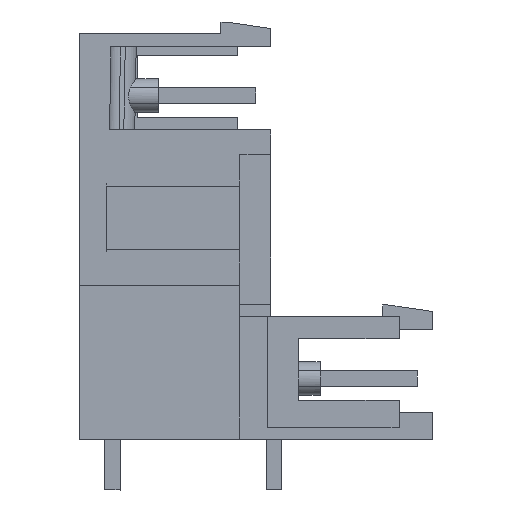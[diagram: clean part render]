
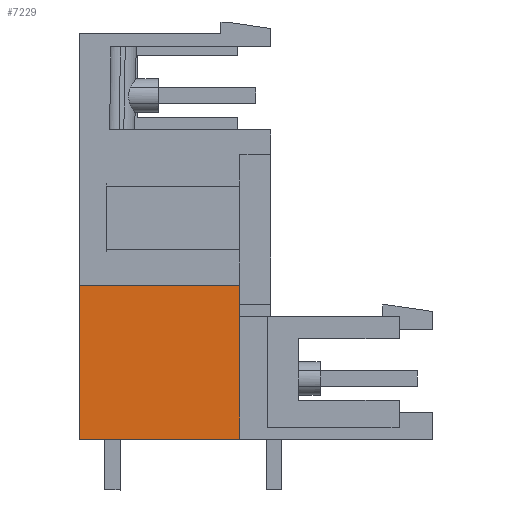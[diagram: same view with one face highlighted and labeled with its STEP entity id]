
A CAD part, left-side view. The second image highlights one B-rep face of the part: STEP entity #7229.
In plain terms, the highlighted planar face has unit normal (-1, 0, 0).
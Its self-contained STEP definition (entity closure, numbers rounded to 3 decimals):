
#7209=AXIS2_PLACEMENT_3D('Plane Axis2P3D',#7206,#7207,#7208) ;
#3143=CARTESIAN_POINT('Vertex',(1.54,12.1,3.2)) ;
#3146=CARTESIAN_POINT('Line Origine',(1.54,17.13,3.2)) ;
#3150=CARTESIAN_POINT('Vertex',(1.54,22.16,3.2)) ;
#7185=CARTESIAN_POINT('Line Origine',(1.54,22.16,8.025)) ;
#7189=CARTESIAN_POINT('Vertex',(1.54,22.16,12.85)) ;
#7206=CARTESIAN_POINT('Axis2P3D Location',(1.54,12.1,3.2)) ;
#7211=CARTESIAN_POINT('Line Origine',(1.54,12.1,8.025)) ;
#7215=CARTESIAN_POINT('Vertex',(1.54,12.1,12.85)) ;
#7218=CARTESIAN_POINT('Line Origine',(1.54,17.13,12.85)) ;
#3147=DIRECTION('Vector Direction',(0.,1.,0.)) ;
#7186=DIRECTION('Vector Direction',(0.,0.,1.)) ;
#7207=DIRECTION('Axis2P3D Direction',(-1.,0.,0.)) ;
#7208=DIRECTION('Axis2P3D XDirection',(0.,0.,1.)) ;
#7212=DIRECTION('Vector Direction',(0.,0.,1.)) ;
#7219=DIRECTION('Vector Direction',(0.,1.,0.)) ;
#3148=VECTOR('Line Direction',#3147,1.) ;
#7187=VECTOR('Line Direction',#7186,1.) ;
#7213=VECTOR('Line Direction',#7212,1.) ;
#7220=VECTOR('Line Direction',#7219,1.) ;
#7224=ORIENTED_EDGE('',*,*,#3152,.F.) ;
#7225=ORIENTED_EDGE('',*,*,#7217,.T.) ;
#7226=ORIENTED_EDGE('',*,*,#7222,.T.) ;
#7227=ORIENTED_EDGE('',*,*,#7191,.F.) ;
#7229=ADVANCED_FACE('HOUSING',(#7228),#7210,.T.) ;
#3152=EDGE_CURVE('',#3144,#3151,#3149,.T.) ;
#7191=EDGE_CURVE('',#3151,#7190,#7188,.T.) ;
#7217=EDGE_CURVE('',#3144,#7216,#7214,.T.) ;
#7222=EDGE_CURVE('',#7216,#7190,#7221,.T.) ;
#7223=EDGE_LOOP('',(#7224,#7225,#7226,#7227)) ;
#7228=FACE_OUTER_BOUND('',#7223,.T.) ;
#3149=LINE('Line',#3146,#3148) ;
#7188=LINE('Line',#7185,#7187) ;
#7214=LINE('Line',#7211,#7213) ;
#7221=LINE('Line',#7218,#7220) ;
#7210=PLANE('',#7209) ;
#3144=VERTEX_POINT('',#3143) ;
#3151=VERTEX_POINT('',#3150) ;
#7190=VERTEX_POINT('',#7189) ;
#7216=VERTEX_POINT('',#7215) ;
